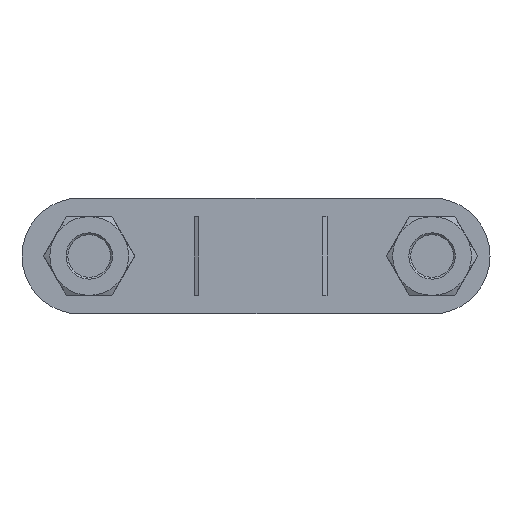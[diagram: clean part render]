
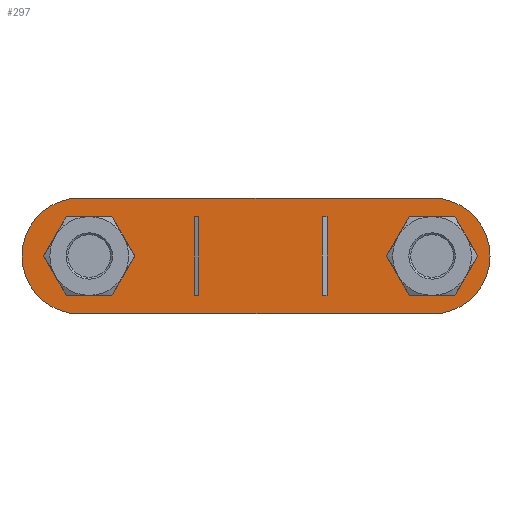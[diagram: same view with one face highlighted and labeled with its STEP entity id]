
A CAD part, front view. The second image highlights one B-rep face of the part: STEP entity #297.
In plain terms, the highlighted planar face has unit normal (0, -1, 0).
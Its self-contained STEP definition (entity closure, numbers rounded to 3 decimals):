
#297 = ADVANCED_FACE( '', ( #451, #452, #453, #454, #455 ), #456, .F. );
#451 = FACE_BOUND( '', #1533, .T. );
#452 = FACE_OUTER_BOUND( '', #1534, .T. );
#453 = FACE_BOUND( '', #1535, .T. );
#454 = FACE_BOUND( '', #1536, .T. );
#455 = FACE_BOUND( '', #1537, .T. );
#456 = PLANE( '', #1538 );
#1533 = EDGE_LOOP( '', ( #1912, #1913, #1914, #1915 ) );
#1534 = EDGE_LOOP( '', ( #1916, #1917, #1918, #1919, #1920, #1921 ) );
#1535 = EDGE_LOOP( '', ( #1922 ) );
#1536 = EDGE_LOOP( '', ( #1923, #1924, #1925, #1926 ) );
#1537 = EDGE_LOOP( '', ( #1927, #1928, #1929, #1930 ) );
#1538 = AXIS2_PLACEMENT_3D( '', #1931, #1932, #1933 );
#1912 = ORIENTED_EDGE( '', *, *, #2593, .F. );
#1913 = ORIENTED_EDGE( '', *, *, #2594, .T. );
#1914 = ORIENTED_EDGE( '', *, *, #2595, .T. );
#1915 = ORIENTED_EDGE( '', *, *, #2596, .F. );
#1916 = ORIENTED_EDGE( '', *, *, #2597, .F. );
#1917 = ORIENTED_EDGE( '', *, *, #2598, .F. );
#1918 = ORIENTED_EDGE( '', *, *, #2599, .F. );
#1919 = ORIENTED_EDGE( '', *, *, #2600, .F. );
#1920 = ORIENTED_EDGE( '', *, *, #2601, .F. );
#1921 = ORIENTED_EDGE( '', *, *, #2602, .F. );
#1922 = ORIENTED_EDGE( '', *, *, #2603, .T. );
#1923 = ORIENTED_EDGE( '', *, *, #2604, .F. );
#1924 = ORIENTED_EDGE( '', *, *, #2605, .F. );
#1925 = ORIENTED_EDGE( '', *, *, #2606, .F. );
#1926 = ORIENTED_EDGE( '', *, *, #2607, .F. );
#1927 = ORIENTED_EDGE( '', *, *, #2608, .T. );
#1928 = ORIENTED_EDGE( '', *, *, #2609, .T. );
#1929 = ORIENTED_EDGE( '', *, *, #2610, .F. );
#1930 = ORIENTED_EDGE( '', *, *, #2611, .F. );
#1931 = CARTESIAN_POINT( '', ( -39., 31.3, 0. ) );
#1932 = DIRECTION( '', ( 0., 1., 0. ) );
#1933 = DIRECTION( '', ( 0., 0., 1. ) );
#2593 = EDGE_CURVE( '', #2863, #2864, #2865, .T. );
#2594 = EDGE_CURVE( '', #2863, #2866, #2867, .T. );
#2595 = EDGE_CURVE( '', #2866, #2868, #2869, .T. );
#2596 = EDGE_CURVE( '', #2864, #2868, #2870, .T. );
#2597 = EDGE_CURVE( '', #2871, #2872, #2873, .T. );
#2598 = EDGE_CURVE( '', #2874, #2871, #2875, .T. );
#2599 = EDGE_CURVE( '', #2876, #2874, #2877, .T. );
#2600 = EDGE_CURVE( '', #2878, #2876, #2879, .T. );
#2601 = EDGE_CURVE( '', #2880, #2878, #2881, .T. );
#2602 = EDGE_CURVE( '', #2872, #2880, #2882, .T. );
#2603 = EDGE_CURVE( '', #2883, #2883, #2884, .T. );
#2604 = EDGE_CURVE( '', #2885, #2886, #2887, .T. );
#2605 = EDGE_CURVE( '', #2888, #2885, #2889, .T. );
#2606 = EDGE_CURVE( '', #2890, #2888, #2891, .T. );
#2607 = EDGE_CURVE( '', #2886, #2890, #2892, .T. );
#2608 = EDGE_CURVE( '', #2893, #2894, #2895, .T. );
#2609 = EDGE_CURVE( '', #2894, #2896, #2897, .T. );
#2610 = EDGE_CURVE( '', #2898, #2896, #2899, .T. );
#2611 = EDGE_CURVE( '', #2893, #2898, #2900, .T. );
#2863 = VERTEX_POINT( '', #3508 );
#2864 = VERTEX_POINT( '', #3509 );
#2865 = LINE( '', #3510, #3511 );
#2866 = VERTEX_POINT( '', #3512 );
#2867 = LINE( '', #3513, #3514 );
#2868 = VERTEX_POINT( '', #3515 );
#2869 = LINE( '', #3516, #3517 );
#2870 = LINE( '', #3518, #3519 );
#2871 = VERTEX_POINT( '', #3520 );
#2872 = VERTEX_POINT( '', #3521 );
#2873 = CIRCLE( '', #3522, 12.5 );
#2874 = VERTEX_POINT( '', #3523 );
#2875 = CIRCLE( '', #3524, 12.5 );
#2876 = VERTEX_POINT( '', #3525 );
#2877 = LINE( '', #3526, #3527 );
#2878 = VERTEX_POINT( '', #3528 );
#2879 = CIRCLE( '', #3529, 12.5 );
#2880 = VERTEX_POINT( '', #3530 );
#2881 = CIRCLE( '', #3531, 12.5 );
#2882 = LINE( '', #3532, #3533 );
#2883 = VERTEX_POINT( '', #3534 );
#2884 = CIRCLE( '', #3535, 5.4 );
#2885 = VERTEX_POINT( '', #3536 );
#2886 = VERTEX_POINT( '', #3537 );
#2887 = CIRCLE( '', #3538, 5. );
#2888 = VERTEX_POINT( '', #3539 );
#2889 = LINE( '', #3540, #3541 );
#2890 = VERTEX_POINT( '', #3542 );
#2891 = CIRCLE( '', #3543, 5. );
#2892 = LINE( '', #3544, #3545 );
#2893 = VERTEX_POINT( '', #3546 );
#2894 = VERTEX_POINT( '', #3547 );
#2895 = LINE( '', #3548, #3549 );
#2896 = VERTEX_POINT( '', #3550 );
#2897 = LINE( '', #3551, #3552 );
#2898 = VERTEX_POINT( '', #3553 );
#2899 = LINE( '', #3554, #3555 );
#2900 = LINE( '', #3556, #3557 );
#3508 = CARTESIAN_POINT( '', ( -14.35, 31.3, -8.5 ) );
#3509 = CARTESIAN_POINT( '', ( -13.35, 31.3, -8.5 ) );
#3510 = CARTESIAN_POINT( '', ( -14.35, 31.3, -8.5 ) );
#3511 = VECTOR( '', #4138, 1000. );
#3512 = CARTESIAN_POINT( '', ( -14.35, 31.3, 8.5 ) );
#3513 = CARTESIAN_POINT( '', ( -14.35, 31.3, -8.5 ) );
#3514 = VECTOR( '', #4139, 1000. );
#3515 = CARTESIAN_POINT( '', ( -13.35, 31.3, 8.5 ) );
#3516 = CARTESIAN_POINT( '', ( -14.35, 31.3, 8.5 ) );
#3517 = VECTOR( '', #4140, 1000. );
#3518 = CARTESIAN_POINT( '', ( -13.35, 31.3, -8.5 ) );
#3519 = VECTOR( '', #4141, 1000. );
#3520 = CARTESIAN_POINT( '', ( -51.5, 31.3, 0. ) );
#3521 = CARTESIAN_POINT( '', ( -39., 31.3, 12.5 ) );
#3522 = AXIS2_PLACEMENT_3D( '', #4142, #4143, #4144 );
#3523 = CARTESIAN_POINT( '', ( -39., 31.3, -12.5 ) );
#3524 = AXIS2_PLACEMENT_3D( '', #4145, #4146, #4147 );
#3525 = CARTESIAN_POINT( '', ( 37., 31.3, -12.5 ) );
#3526 = CARTESIAN_POINT( '', ( 37., 31.3, -12.5 ) );
#3527 = VECTOR( '', #4148, 1000. );
#3528 = CARTESIAN_POINT( '', ( 49.5, 31.3, 0. ) );
#3529 = AXIS2_PLACEMENT_3D( '', #4149, #4150, #4151 );
#3530 = CARTESIAN_POINT( '', ( 37., 31.3, 12.5 ) );
#3531 = AXIS2_PLACEMENT_3D( '', #4152, #4153, #4154 );
#3532 = CARTESIAN_POINT( '', ( -39., 31.3, 12.5 ) );
#3533 = VECTOR( '', #4155, 1000. );
#3534 = CARTESIAN_POINT( '', ( 42.4, 31.3, 0. ) );
#3535 = AXIS2_PLACEMENT_3D( '', #4156, #4157, #4158 );
#3536 = CARTESIAN_POINT( '', ( -39., 31.3, 5. ) );
#3537 = CARTESIAN_POINT( '', ( -39., 31.3, -5. ) );
#3538 = AXIS2_PLACEMENT_3D( '', #4159, #4160, #4161 );
#3539 = CARTESIAN_POINT( '', ( -36., 31.3, 5. ) );
#3540 = CARTESIAN_POINT( '', ( -36., 31.3, 5. ) );
#3541 = VECTOR( '', #4162, 1000. );
#3542 = CARTESIAN_POINT( '', ( -36., 31.3, -5. ) );
#3543 = AXIS2_PLACEMENT_3D( '', #4163, #4164, #4165 );
#3544 = CARTESIAN_POINT( '', ( -39., 31.3, -5. ) );
#3545 = VECTOR( '', #4166, 1000. );
#3546 = CARTESIAN_POINT( '', ( 14.35, 31.3, -8.5 ) );
#3547 = CARTESIAN_POINT( '', ( 13.35, 31.3, -8.5 ) );
#3548 = CARTESIAN_POINT( '', ( 14.35, 31.3, -8.5 ) );
#3549 = VECTOR( '', #4167, 1000. );
#3550 = CARTESIAN_POINT( '', ( 13.35, 31.3, 8.5 ) );
#3551 = CARTESIAN_POINT( '', ( 13.35, 31.3, -8.5 ) );
#3552 = VECTOR( '', #4168, 1000. );
#3553 = CARTESIAN_POINT( '', ( 14.35, 31.3, 8.5 ) );
#3554 = CARTESIAN_POINT( '', ( 14.35, 31.3, 8.5 ) );
#3555 = VECTOR( '', #4169, 1000. );
#3556 = CARTESIAN_POINT( '', ( 14.35, 31.3, -8.5 ) );
#3557 = VECTOR( '', #4170, 1000. );
#4138 = DIRECTION( '', ( 1., 0., 0. ) );
#4139 = DIRECTION( '', ( 0., 0., 1. ) );
#4140 = DIRECTION( '', ( 1., 0., 0. ) );
#4141 = DIRECTION( '', ( 0., 0., 1. ) );
#4142 = CARTESIAN_POINT( '', ( -39., 31.3, 0. ) );
#4143 = DIRECTION( '', ( 0., 1., 0. ) );
#4144 = DIRECTION( '', ( -1., 0., 0. ) );
#4145 = CARTESIAN_POINT( '', ( -39., 31.3, 0. ) );
#4146 = DIRECTION( '', ( 0., 1., 0. ) );
#4147 = DIRECTION( '', ( 0., 0., -1. ) );
#4148 = DIRECTION( '', ( -1., 0., 0. ) );
#4149 = CARTESIAN_POINT( '', ( 37., 31.3, 0. ) );
#4150 = DIRECTION( '', ( 0., 1., 0. ) );
#4151 = DIRECTION( '', ( 1., 0., 0. ) );
#4152 = CARTESIAN_POINT( '', ( 37., 31.3, 0. ) );
#4153 = DIRECTION( '', ( 0., 1., 0. ) );
#4154 = DIRECTION( '', ( 0., 0., 1. ) );
#4155 = DIRECTION( '', ( 1., 0., 0. ) );
#4156 = CARTESIAN_POINT( '', ( 37., 31.3, 0. ) );
#4157 = DIRECTION( '', ( 0., 1., 0. ) );
#4158 = DIRECTION( '', ( 1., 0., 0. ) );
#4159 = CARTESIAN_POINT( '', ( -39., 31.3, 0. ) );
#4160 = DIRECTION( '', ( 0., -1., 0. ) );
#4161 = DIRECTION( '', ( 0., 0., 1. ) );
#4162 = DIRECTION( '', ( -1., 0., 0. ) );
#4163 = CARTESIAN_POINT( '', ( -36., 31.3, 0. ) );
#4164 = DIRECTION( '', ( 0., -1., 0. ) );
#4165 = DIRECTION( '', ( 0., 0., -1. ) );
#4166 = DIRECTION( '', ( 1., 0., 0. ) );
#4167 = DIRECTION( '', ( -1., 0., 0. ) );
#4168 = DIRECTION( '', ( 0., 0., 1. ) );
#4169 = DIRECTION( '', ( -1., 0., 0. ) );
#4170 = DIRECTION( '', ( 0., 0., 1. ) );
